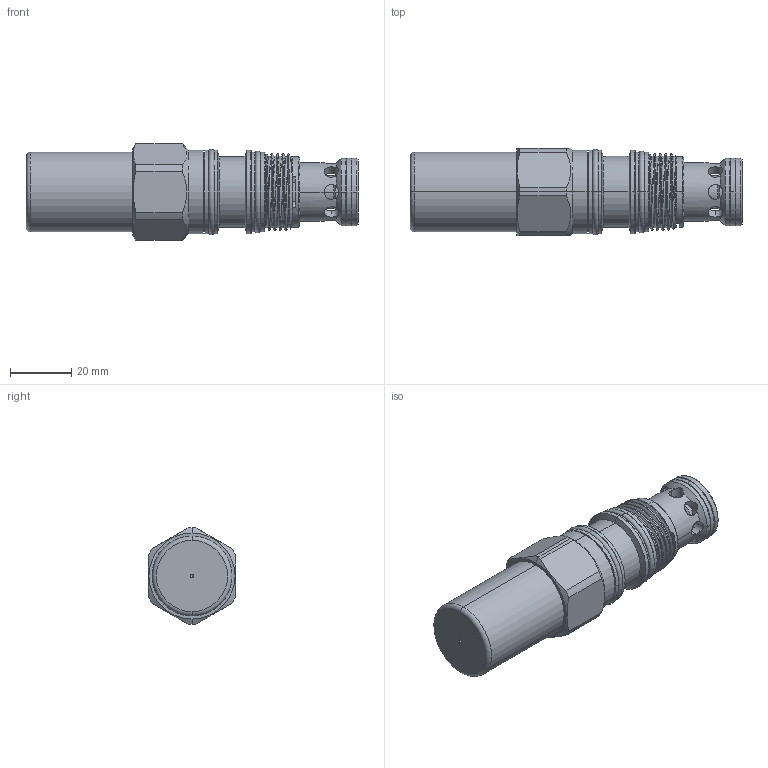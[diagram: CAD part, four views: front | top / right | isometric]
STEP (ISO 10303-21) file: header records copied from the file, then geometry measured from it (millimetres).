
FILE_DESCRIPTION (( 'STEP AP203' ), '1' );
FILE_NAME ('SP2A3G-C.STEP', '2020-03-27T02:33:46', ( '' ), ( '' ), 'SwSTEP 2.0', 'SolidWorks 2018', '' );
FILE_SCHEMA (( 'CONFIG_CONTROL_DESIGN' ));
Length unit declared in the file: millimetre
Products named in the file (1): SP2A3G-C
Bounding box: 108.77 x 28.57 x 31.6 mm (x, y, z)
Volume: 45208.2 mm3; surface area: 19482.8 mm2
Topology: 5 solids, 5 shells, 749 faces, 2090 edges, 1328 vertices
Faces by surface type: cylinder 556, plane 72, cone 68, torus 40, bspline 7, sphere 6
Entity records: 53900 total; most frequent: CARTESIAN_POINT 35562, ORIENTED_EDGE 4176, DIRECTION 3006, EDGE_CURVE 2088, VERTEX_POINT 1328, AXIS2_PLACEMENT_3D 1164, EDGE_LOOP 1146, B_SPLINE_CURVE_WITH_KNOTS 927
